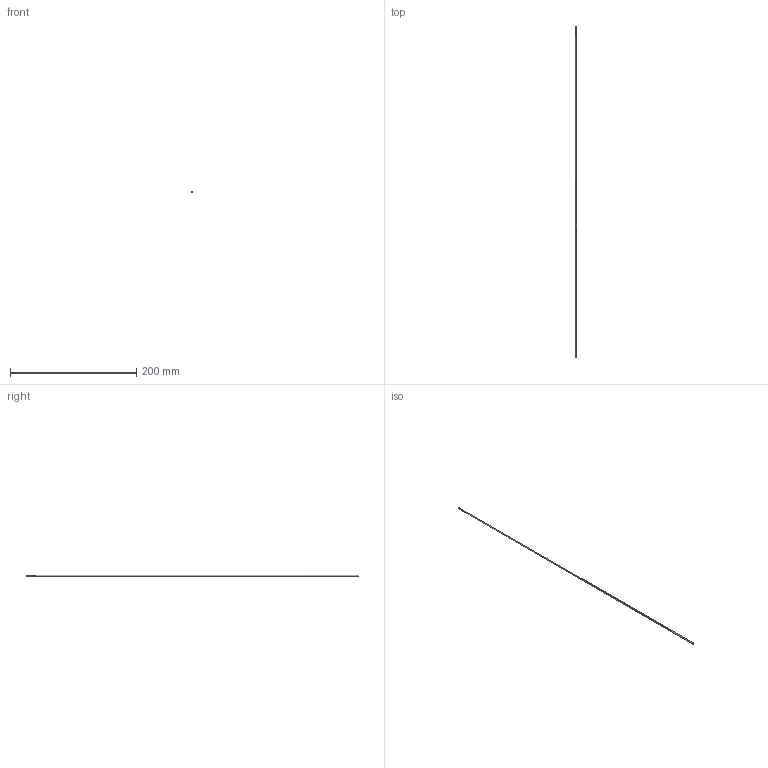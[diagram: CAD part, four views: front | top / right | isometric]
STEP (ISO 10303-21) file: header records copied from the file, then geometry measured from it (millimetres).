
FILE_DESCRIPTION (( 'STEP AP214' ), '1' );
FILE_NAME ('16-0001-BL.STEP', '2023-10-20T20:32:42', ( '' ), ( '' ), 'SwSTEP 2.0', 'SolidWorks 2022', '' );
FILE_SCHEMA (( 'AUTOMOTIVE_DESIGN' ));
Length unit declared in the file: millimetre
Products named in the file (2): 16-0001-BL; 16-0102xx-BL20_D2
Assembly tree (1 placements, depth 2):
  16-0001-BL
    16-0102xx-BL20_D2
Bounding box: 2 x 526 x 1.99 mm (x, y, z)
Volume: 1614.1 mm3; surface area: 3274.7 mm2
Topology: 1 solids, 1 shells, 11 faces, 24 edges, 15 vertices
Faces by surface type: cylinder 6, plane 3, sphere 2
Entity records: 366 total; most frequent: DIRECTION 68, CARTESIAN_POINT 52, ORIENTED_EDGE 44, AXIS2_PLACEMENT_3D 31, EDGE_CURVE 22, CIRCLE 16, VERTEX_POINT 15, EDGE_LOOP 13
